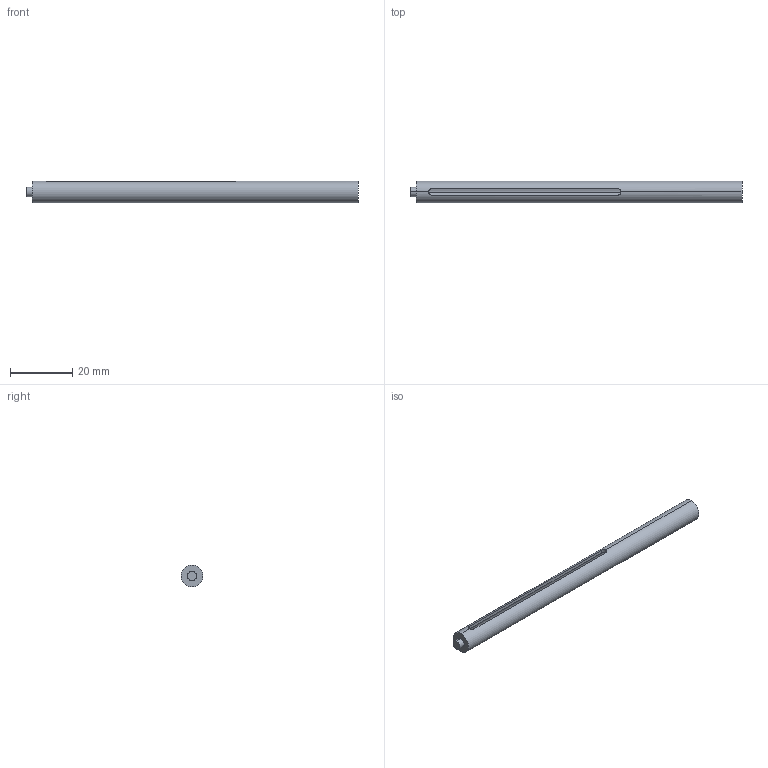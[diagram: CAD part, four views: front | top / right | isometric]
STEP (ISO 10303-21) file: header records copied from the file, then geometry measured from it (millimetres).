
FILE_DESCRIPTION (( 'STEP AP214' ), '1' );
FILE_NAME ('T02 EJER03 Piston Cylinder.STEP', '2022-08-25T01:05:23', ( '' ), ( '' ), 'SwSTEP 2.0', 'SolidWorks 2022', '' );
FILE_SCHEMA (( 'AUTOMOTIVE_DESIGN' ));
Length unit declared in the file: millimetre
Products named in the file (1): T02 EJER03 Piston Cylinder
Bounding box: 107 x 7 x 7 mm (x, y, z)
Volume: 1946.3 mm3; surface area: 3913.1 mm2
Topology: 1 solids, 1 shells, 16 faces, 37 edges, 24 vertices
Faces by surface type: cylinder 9, plane 7
Entity records: 543 total; most frequent: CARTESIAN_POINT 146, DIRECTION 75, ORIENTED_EDGE 74, EDGE_CURVE 37, AXIS2_PLACEMENT_3D 29, VERTEX_POINT 24, EDGE_LOOP 17, VECTOR 17
